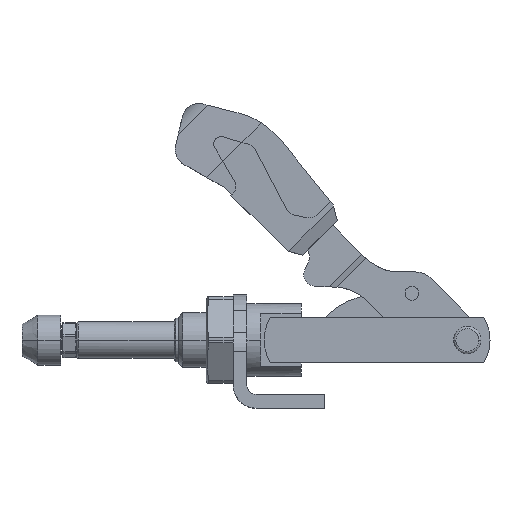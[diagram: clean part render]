
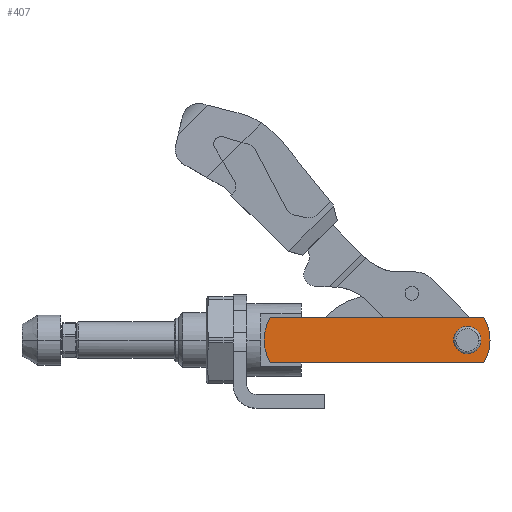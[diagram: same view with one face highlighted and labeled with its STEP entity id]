
A CAD part, top view. The second image highlights one B-rep face of the part: STEP entity #407.
In plain terms, the highlighted planar face has unit normal (0, 0, 1).
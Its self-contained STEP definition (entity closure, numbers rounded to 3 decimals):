
#407=ADVANCED_FACE('NONE',(#1111,#1112),#1113,.F.);
#1111=FACE_OUTER_BOUND('',#2211,.T.);
#1112=FACE_BOUND('',#2212,.T.);
#1113=PLANE('',#2213);
#2211=EDGE_LOOP('',(#3596,#3597,#3598,#3599,#3600,#3601));
#2212=EDGE_LOOP('',(#3602,#3603));
#2213=AXIS2_PLACEMENT_3D('',#3604,#3605,#3606);
#3596=ORIENTED_EDGE('',*,*,#6472,.F.);
#3597=ORIENTED_EDGE('',*,*,#6473,.F.);
#3598=ORIENTED_EDGE('',*,*,#6393,.F.);
#3599=ORIENTED_EDGE('',*,*,#6474,.F.);
#3600=ORIENTED_EDGE('',*,*,#6386,.F.);
#3601=ORIENTED_EDGE('',*,*,#6475,.F.);
#3602=ORIENTED_EDGE('',*,*,#6405,.F.);
#3603=ORIENTED_EDGE('',*,*,#6476,.F.);
#3604=CARTESIAN_POINT('',(3.5,5.0,8.0));
#3605=DIRECTION('',(0.0,0.0,-1.0));
#3606=DIRECTION('',(0.0,-1.0,0.0));
#6386=EDGE_CURVE('NONE',#7564,#7567,#7568,.T.);
#6393=EDGE_CURVE('NONE',#7578,#7574,#7580,.T.);
#6405=EDGE_CURVE('NONE',#7600,#7601,#7602,.T.);
#6472=EDGE_CURVE('NONE',#7714,#7715,#7716,.T.);
#6473=EDGE_CURVE('NONE',#7574,#7714,#7717,.T.);
#6474=EDGE_CURVE('NONE',#7567,#7578,#7718,.T.);
#6475=EDGE_CURVE('NONE',#7715,#7564,#7719,.T.);
#6476=EDGE_CURVE('NONE',#7601,#7600,#7720,.T.);
#7564=VERTEX_POINT('',#9283);
#7567=VERTEX_POINT('NONE',#9287);
#7568=CIRCLE('',#9288,10.0);
#7574=VERTEX_POINT('',#9295);
#7578=VERTEX_POINT('NONE',#9300);
#7580=CIRCLE('',#9303,10.);
#7600=VERTEX_POINT('NONE',#9343);
#7601=VERTEX_POINT('NONE',#9344);
#7602=CIRCLE('',#9345,3.0);
#7714=VERTEX_POINT('NONE',#9496);
#7715=VERTEX_POINT('NONE',#9497);
#7716=LINE('',#9498,#9499);
#7717=CIRCLE('',#9500,10.);
#7718=LINE('',#9501,#9502);
#7719=CIRCLE('',#9503,10.0);
#7720=CIRCLE('',#9504,3.0);
#9283=CARTESIAN_POINT('',(3.8,0.,8.0));
#9287=CARTESIAN_POINT('',(5.14,5.0,8.0));
#9288=AXIS2_PLACEMENT_3D('',#12213,#12214,#12215);
#9295=CARTESIAN_POINT('',(53.5,0.,8.0));
#9300=CARTESIAN_POINT('',(52.16,5.,8.0));
#9303=AXIS2_PLACEMENT_3D('',#12225,#12226,#12227);
#9343=CARTESIAN_POINT('',(51.5,0.0,8.0));
#9344=CARTESIAN_POINT('',(45.5,0.,8.0));
#9345=AXIS2_PLACEMENT_3D('',#12246,#12247,#12248);
#9496=CARTESIAN_POINT('',(52.16,-5.0,8.0));
#9497=CARTESIAN_POINT('',(5.14,-5.0,8.0));
#9498=CARTESIAN_POINT('',(3.5,-5.0,8.0));
#9499=VECTOR('',#12350,1000.0);
#9500=AXIS2_PLACEMENT_3D('',#12351,#12352,#12353);
#9501=CARTESIAN_POINT('',(3.5,5.0,8.0));
#9502=VECTOR('',#12354,1000.0);
#9503=AXIS2_PLACEMENT_3D('',#12355,#12356,#12357);
#9504=AXIS2_PLACEMENT_3D('',#12358,#12359,#12360);
#12213=CARTESIAN_POINT('',(13.8,0.0,8.0));
#12214=DIRECTION('',(0.0,0.0,-1.0));
#12215=DIRECTION('',(1.0,0.,0.0));
#12225=CARTESIAN_POINT('',(43.5,0.0,8.0));
#12226=DIRECTION('',(0.0,0.0,-1.0));
#12227=DIRECTION('',(-1.0,0.0,0.0));
#12246=CARTESIAN_POINT('',(48.5,0.0,8.0));
#12247=DIRECTION('',(0.0,0.0,1.0));
#12248=DIRECTION('',(1.0,0.0,0.0));
#12350=DIRECTION('',(-1.0,0.0,-0.0));
#12351=CARTESIAN_POINT('',(43.5,0.0,8.0));
#12352=DIRECTION('',(0.0,0.0,-1.0));
#12353=DIRECTION('',(-1.0,0.0,0.0));
#12354=DIRECTION('',(1.0,-0.0,0.0));
#12355=CARTESIAN_POINT('',(13.8,0.0,8.0));
#12356=DIRECTION('',(0.0,0.0,-1.0));
#12357=DIRECTION('',(1.0,0.,0.0));
#12358=CARTESIAN_POINT('',(48.5,0.0,8.0));
#12359=DIRECTION('',(0.0,0.0,1.0));
#12360=DIRECTION('',(1.0,0.0,0.0));
